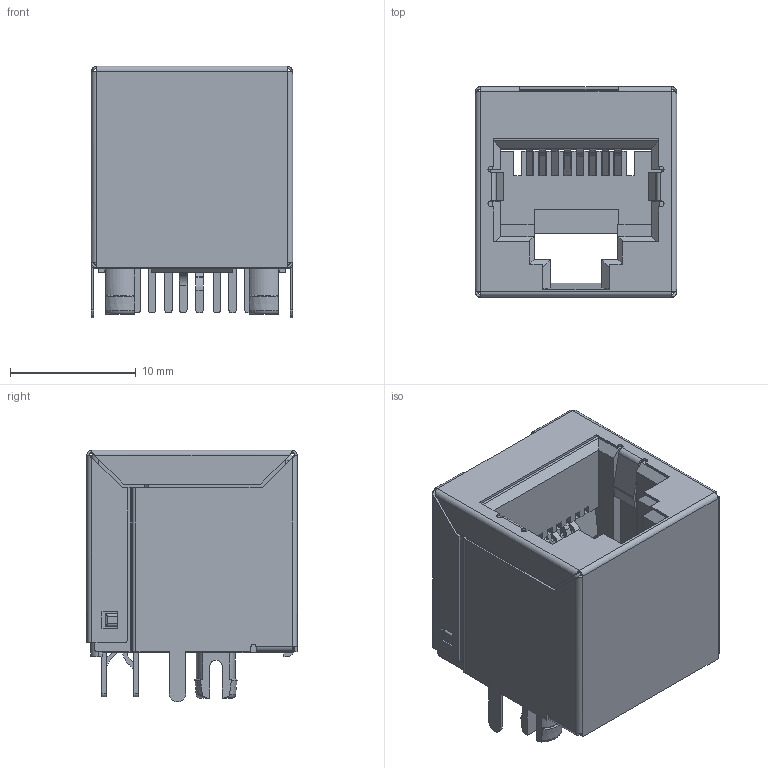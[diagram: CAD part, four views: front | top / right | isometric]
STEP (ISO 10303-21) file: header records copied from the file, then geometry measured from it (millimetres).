
FILE_DESCRIPTION(/* description */ ('Unknown'),/* implementation_level */ '2;1');
FILE_NAME(/* name */ 'J_Wurth_WR-MJ_615008160421',/* time_stamp */ '2025-07-07T11:02:19+08:00',/* author */ ('Unknown'),/* organization */ ('Unknown'),/* preprocessor_version */ 'ST-DEVELOPER v19.4',/* originating_system */ 'Solid Edge',/* authorisation */ 'Unknown');
FILE_SCHEMA (('AUTOMOTIVE_DESIGN {1 0 10303 214 3 1 1}'));
Length unit declared in the file: millimetre
Products named in the file (2): J_Wurth_WR-MJ_615008160421
Assembly tree (1 placements, depth 2):
  J_Wurth_WR-MJ_615008160421
    J_Wurth_WR-MJ_615008160421
Bounding box: 16 x 16.7 x 20 mm (x, y, z)
Volume: 2230.1 mm3; surface area: 5786.5 mm2
Topology: 1 solids, 20 shells, 1088 faces, 2992 edges, 1918 vertices
Faces by surface type: plane 866, cylinder 194, torus 12, bspline 10, cone 4, sphere 2
Full cylindrical faces by diameter (mm): 0.9 x12, 1 x4, 1.1 x24
Entity records: 41442 total; most frequent: CARTESIAN_POINT 6215, ORIENTED_EDGE 5840, DIRECTION 5528, EDGE_CURVE 2920, LINE 2354, VECTOR 2354, VERTEX_POINT 1888, AXIS2_PLACEMENT_3D 1587
